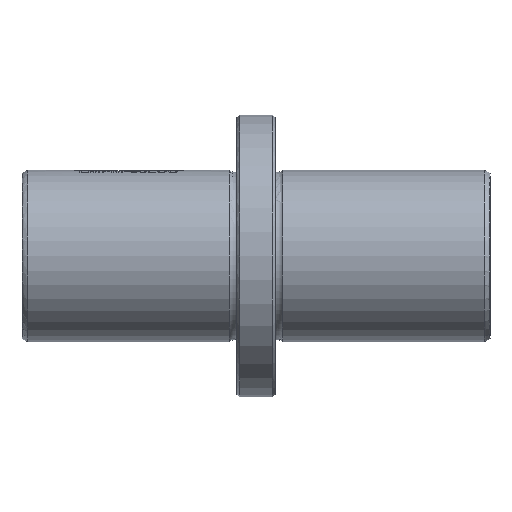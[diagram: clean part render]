
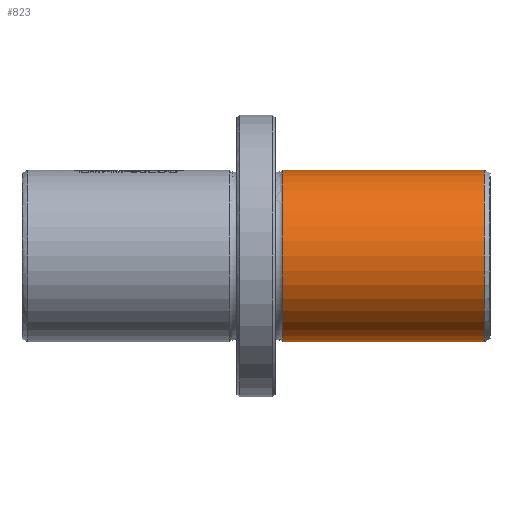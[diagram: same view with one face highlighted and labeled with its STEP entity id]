
A CAD part, front view. The second image highlights one B-rep face of the part: STEP entity #823.
In plain terms, the highlighted cylindrical face has radius 22.5 mm (diameter 45 mm), a full revolution.
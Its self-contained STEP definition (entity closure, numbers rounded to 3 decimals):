
#823=ADVANCED_FACE('',(#1810,#1811),#1200,.T.);
#1200=CYLINDRICAL_SURFACE('',#7267,22.5);
#1810=FACE_BOUND('',#1932,.T.);
#1811=FACE_BOUND('',#1933,.T.);
#1932=EDGE_LOOP('',(#2759,#2760));
#1933=EDGE_LOOP('',(#2761,#2762));
#2360=CIRCLE('',#7255,22.5);
#2361=CIRCLE('',#7256,22.5);
#2364=CIRCLE('',#7265,22.5);
#2365=CIRCLE('',#7266,22.5);
#2759=ORIENTED_EDGE('',*,*,#5394,.T.);
#2760=ORIENTED_EDGE('',*,*,#5393,.T.);
#2761=ORIENTED_EDGE('',*,*,#5405,.F.);
#2762=ORIENTED_EDGE('',*,*,#5406,.F.);
#4707=VERTEX_POINT('',#11029);
#4708=VERTEX_POINT('',#11030);
#4719=VERTEX_POINT('',#11131);
#4720=VERTEX_POINT('',#11132);
#5393=EDGE_CURVE('',#4707,#4708,#2360,.T.);
#5394=EDGE_CURVE('',#4708,#4707,#2361,.T.);
#5405=EDGE_CURVE('',#4719,#4720,#2364,.T.);
#5406=EDGE_CURVE('',#4720,#4719,#2365,.T.);
#7255=AXIS2_PLACEMENT_3D('',#11028,#7859,#7860);
#7256=AXIS2_PLACEMENT_3D('',#11031,#7861,#7862);
#7265=AXIS2_PLACEMENT_3D('',#11130,#7879,#7880);
#7266=AXIS2_PLACEMENT_3D('',#11133,#7881,#7882);
#7267=AXIS2_PLACEMENT_3D('',#11134,#7883,#7884);
#7859=DIRECTION('',(-1.,0.,0.));
#7860=DIRECTION('',(0.,0.,1.));
#7861=DIRECTION('',(-1.,0.,0.));
#7862=DIRECTION('',(0.,0.,1.));
#7879=DIRECTION('',(-1.,0.,0.));
#7880=DIRECTION('',(0.,0.,1.));
#7881=DIRECTION('',(-1.,0.,0.));
#7882=DIRECTION('',(0.,0.,1.));
#7883=DIRECTION('',(1.,0.,0.));
#7884=DIRECTION('',(0.,0.,-1.));
#11028=CARTESIAN_POINT('',(65.002,0.,0.));
#11029=CARTESIAN_POINT('',(65.002,0.,22.5));
#11030=CARTESIAN_POINT('',(65.002,0.,-22.5));
#11031=CARTESIAN_POINT('',(65.002,0.,0.));
#11130=CARTESIAN_POINT('',(12.023,0.,0.));
#11131=CARTESIAN_POINT('',(12.023,0.,22.5));
#11132=CARTESIAN_POINT('',(12.023,0.,-22.5));
#11133=CARTESIAN_POINT('',(12.023,0.,0.));
#11134=CARTESIAN_POINT('',(12.023,0.,0.));
